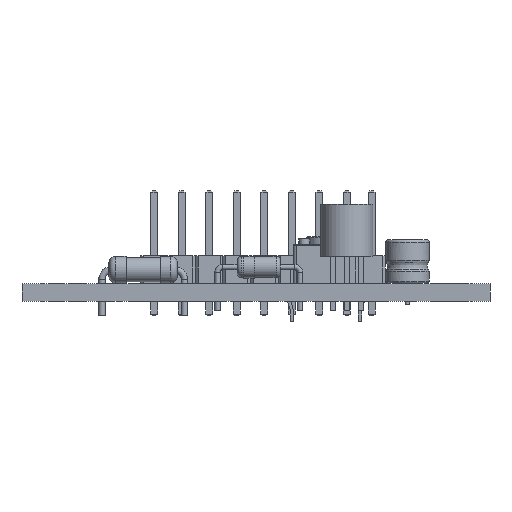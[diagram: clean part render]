
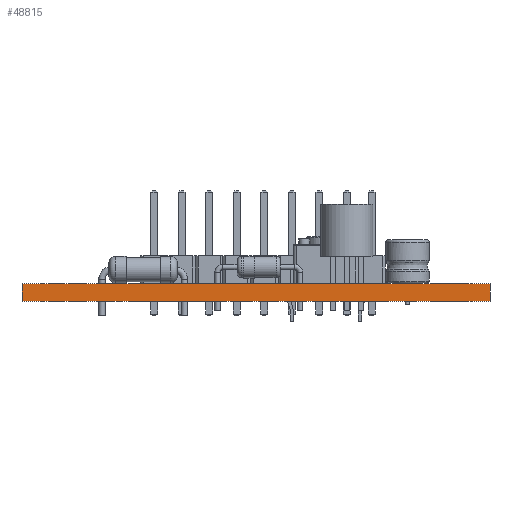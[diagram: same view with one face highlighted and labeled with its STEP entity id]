
A CAD part, front view. The second image highlights one B-rep face of the part: STEP entity #48815.
In plain terms, the highlighted planar face has unit normal (0, -1, 0).
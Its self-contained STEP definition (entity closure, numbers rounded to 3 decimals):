
#41905 = PLANE('',#41906);
#41906 = AXIS2_PLACEMENT_3D('',#41907,#41908,#41909);
#41907 = CARTESIAN_POINT('',(-21.59,-34.29,0.));
#41908 = DIRECTION('',(-1.,0.,0.));
#41909 = DIRECTION('',(0.,1.,0.));
#41933 = PLANE('',#41934);
#41934 = AXIS2_PLACEMENT_3D('',#41935,#41936,#41937);
#41935 = CARTESIAN_POINT('',(0.,0.,1.6)
  );
#41936 = DIRECTION('',(-0.,-0.,-1.));
#41937 = DIRECTION('',(-1.,0.,0.));
#41987 = PLANE('',#41988);
#41988 = AXIS2_PLACEMENT_3D('',#41989,#41990,#41991);
#41989 = CARTESIAN_POINT('',(0.,0.,0.));
#41990 = DIRECTION('',(-0.,-0.,-1.));
#41991 = DIRECTION('',(-1.,0.,0.));
#42002 = EDGE_CURVE('',#42003,#42005,#42007,.T.);
#42003 = VERTEX_POINT('',#42004);
#42004 = CARTESIAN_POINT('',(-21.59,-34.29,0.));
#42005 = VERTEX_POINT('',#42006);
#42006 = CARTESIAN_POINT('',(-21.59,-34.29,1.6));
#42007 = SURFACE_CURVE('',#42008,(#42012,#42019),.PCURVE_S1.);
#42008 = LINE('',#42009,#42010);
#42009 = CARTESIAN_POINT('',(-21.59,-34.29,0.));
#42010 = VECTOR('',#42011,1.);
#42011 = DIRECTION('',(0.,0.,1.));
#42012 = PCURVE('',#41905,#42013);
#42013 = DEFINITIONAL_REPRESENTATION('',(#42014),#42018);
#42014 = LINE('',#42015,#42016);
#42015 = CARTESIAN_POINT('',(0.,0.));
#42016 = VECTOR('',#42017,1.);
#42017 = DIRECTION('',(0.,-1.));
#42018 = ( GEOMETRIC_REPRESENTATION_CONTEXT(2) 
PARAMETRIC_REPRESENTATION_CONTEXT() REPRESENTATION_CONTEXT('2D SPACE',''
  ) );
#42019 = PCURVE('',#42020,#42025);
#42020 = PLANE('',#42021);
#42021 = AXIS2_PLACEMENT_3D('',#42022,#42023,#42024);
#42022 = CARTESIAN_POINT('',(21.59,-34.29,0.));
#42023 = DIRECTION('',(0.,-1.,0.));
#42024 = DIRECTION('',(-1.,0.,0.));
#42025 = DEFINITIONAL_REPRESENTATION('',(#42026),#42030);
#42026 = LINE('',#42027,#42028);
#42027 = CARTESIAN_POINT('',(43.18,0.));
#42028 = VECTOR('',#42029,1.);
#42029 = DIRECTION('',(0.,-1.));
#42030 = ( GEOMETRIC_REPRESENTATION_CONTEXT(2) 
PARAMETRIC_REPRESENTATION_CONTEXT() REPRESENTATION_CONTEXT('2D SPACE',''
  ) );
#42118 = PLANE('',#42119);
#42119 = AXIS2_PLACEMENT_3D('',#42120,#42121,#42122);
#42120 = CARTESIAN_POINT('',(21.59,34.29,0.));
#42121 = DIRECTION('',(1.,0.,-0.));
#42122 = DIRECTION('',(0.,-1.,0.));
#42157 = VERTEX_POINT('',#42158);
#42158 = CARTESIAN_POINT('',(21.59,-34.29,0.));
#42179 = EDGE_CURVE('',#42157,#42003,#42180,.T.);
#42180 = SURFACE_CURVE('',#42181,(#42185,#42192),.PCURVE_S1.);
#42181 = LINE('',#42182,#42183);
#42182 = CARTESIAN_POINT('',(21.59,-34.29,0.));
#42183 = VECTOR('',#42184,1.);
#42184 = DIRECTION('',(-1.,0.,0.));
#42185 = PCURVE('',#41987,#42186);
#42186 = DEFINITIONAL_REPRESENTATION('',(#42187),#42191);
#42187 = LINE('',#42188,#42189);
#42188 = CARTESIAN_POINT('',(-21.59,-34.29));
#42189 = VECTOR('',#42190,1.);
#42190 = DIRECTION('',(1.,0.));
#42191 = ( GEOMETRIC_REPRESENTATION_CONTEXT(2) 
PARAMETRIC_REPRESENTATION_CONTEXT() REPRESENTATION_CONTEXT('2D SPACE',''
  ) );
#42192 = PCURVE('',#42020,#42193);
#42193 = DEFINITIONAL_REPRESENTATION('',(#42194),#42198);
#42194 = LINE('',#42195,#42196);
#42195 = CARTESIAN_POINT('',(0.,-0.));
#42196 = VECTOR('',#42197,1.);
#42197 = DIRECTION('',(1.,0.));
#42198 = ( GEOMETRIC_REPRESENTATION_CONTEXT(2) 
PARAMETRIC_REPRESENTATION_CONTEXT() REPRESENTATION_CONTEXT('2D SPACE',''
  ) );
#45742 = VERTEX_POINT('',#45743);
#45743 = CARTESIAN_POINT('',(21.59,-34.29,1.6));
#45764 = EDGE_CURVE('',#45742,#42005,#45765,.T.);
#45765 = SURFACE_CURVE('',#45766,(#45770,#45777),.PCURVE_S1.);
#45766 = LINE('',#45767,#45768);
#45767 = CARTESIAN_POINT('',(21.59,-34.29,1.6));
#45768 = VECTOR('',#45769,1.);
#45769 = DIRECTION('',(-1.,0.,0.));
#45770 = PCURVE('',#41933,#45771);
#45771 = DEFINITIONAL_REPRESENTATION('',(#45772),#45776);
#45772 = LINE('',#45773,#45774);
#45773 = CARTESIAN_POINT('',(-21.59,-34.29));
#45774 = VECTOR('',#45775,1.);
#45775 = DIRECTION('',(1.,0.));
#45776 = ( GEOMETRIC_REPRESENTATION_CONTEXT(2) 
PARAMETRIC_REPRESENTATION_CONTEXT() REPRESENTATION_CONTEXT('2D SPACE',''
  ) );
#45777 = PCURVE('',#42020,#45778);
#45778 = DEFINITIONAL_REPRESENTATION('',(#45779),#45783);
#45779 = LINE('',#45780,#45781);
#45780 = CARTESIAN_POINT('',(0.,-1.6));
#45781 = VECTOR('',#45782,1.);
#45782 = DIRECTION('',(1.,0.));
#45783 = ( GEOMETRIC_REPRESENTATION_CONTEXT(2) 
PARAMETRIC_REPRESENTATION_CONTEXT() REPRESENTATION_CONTEXT('2D SPACE',''
  ) );
#48815 = ADVANCED_FACE('',(#48816),#42020,.T.);
#48816 = FACE_BOUND('',#48817,.T.);
#48817 = EDGE_LOOP('',(#48818,#48839,#48840,#48841));
#48818 = ORIENTED_EDGE('',*,*,#48819,.T.);
#48819 = EDGE_CURVE('',#42157,#45742,#48820,.T.);
#48820 = SURFACE_CURVE('',#48821,(#48825,#48832),.PCURVE_S1.);
#48821 = LINE('',#48822,#48823);
#48822 = CARTESIAN_POINT('',(21.59,-34.29,0.));
#48823 = VECTOR('',#48824,1.);
#48824 = DIRECTION('',(0.,0.,1.));
#48825 = PCURVE('',#42020,#48826);
#48826 = DEFINITIONAL_REPRESENTATION('',(#48827),#48831);
#48827 = LINE('',#48828,#48829);
#48828 = CARTESIAN_POINT('',(0.,-0.));
#48829 = VECTOR('',#48830,1.);
#48830 = DIRECTION('',(0.,-1.));
#48831 = ( GEOMETRIC_REPRESENTATION_CONTEXT(2) 
PARAMETRIC_REPRESENTATION_CONTEXT() REPRESENTATION_CONTEXT('2D SPACE',''
  ) );
#48832 = PCURVE('',#42118,#48833);
#48833 = DEFINITIONAL_REPRESENTATION('',(#48834),#48838);
#48834 = LINE('',#48835,#48836);
#48835 = CARTESIAN_POINT('',(68.58,0.));
#48836 = VECTOR('',#48837,1.);
#48837 = DIRECTION('',(0.,-1.));
#48838 = ( GEOMETRIC_REPRESENTATION_CONTEXT(2) 
PARAMETRIC_REPRESENTATION_CONTEXT() REPRESENTATION_CONTEXT('2D SPACE',''
  ) );
#48839 = ORIENTED_EDGE('',*,*,#45764,.T.);
#48840 = ORIENTED_EDGE('',*,*,#42002,.F.);
#48841 = ORIENTED_EDGE('',*,*,#42179,.F.);
